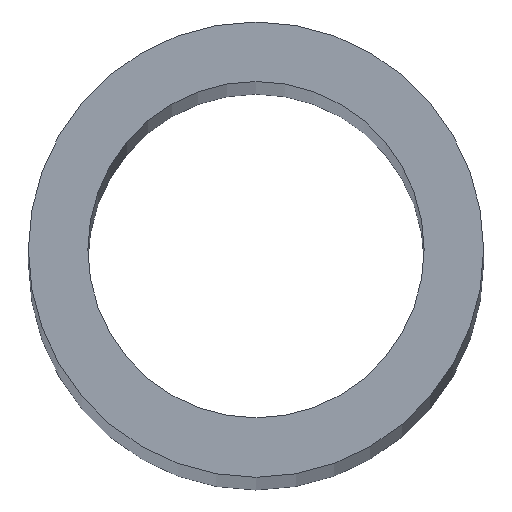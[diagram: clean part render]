
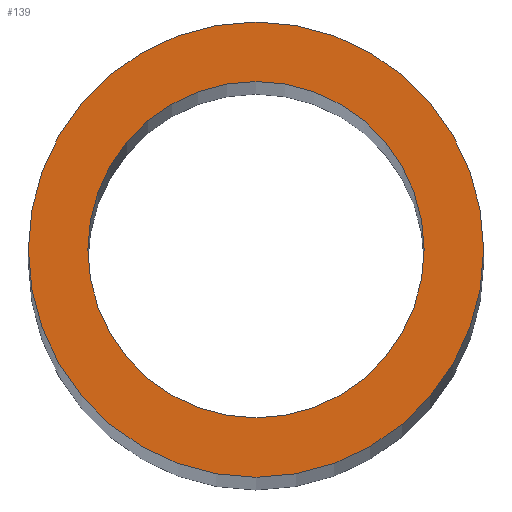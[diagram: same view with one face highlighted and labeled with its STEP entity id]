
A CAD part, top view. The second image highlights one B-rep face of the part: STEP entity #139.
In plain terms, the highlighted planar face has unit normal (0, 0, 1).
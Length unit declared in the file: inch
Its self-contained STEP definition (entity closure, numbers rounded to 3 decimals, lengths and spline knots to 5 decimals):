
#1 = CIRCLE ( 'NONE', #73, 0.1875 ) ;
#2 = DIRECTION ( 'NONE',  ( 0., 0., 1. ) ) ;
#4 = DIRECTION ( 'NONE',  ( 0., 0., 1. ) ) ;
#10 = CIRCLE ( 'NONE', #35, 0.1385 ) ;
#23 = DIRECTION ( 'NONE',  ( 0., 0., 1. ) ) ;
#24 = EDGE_CURVE ( 'NONE', #210, #65, #234, .T. ) ;
#26 = CARTESIAN_POINT ( 'NONE',  ( 0., 0., 3. ) ) ;
#32 = CARTESIAN_POINT ( 'NONE',  ( 0.1385, 0., 3. ) ) ;
#35 = AXIS2_PLACEMENT_3D ( 'NONE', #196, #23, #82 ) ;
#38 = EDGE_LOOP ( 'NONE', ( #178, #54 ) ) ;
#44 = DIRECTION ( 'NONE',  ( 1., 0., 0. ) ) ;
#52 = EDGE_CURVE ( 'NONE', #159, #216, #1, .T. ) ;
#54 = ORIENTED_EDGE ( 'NONE', *, *, #24, .F. ) ;
#55 = CIRCLE ( 'NONE', #204, 0.1875 ) ;
#56 = AXIS2_PLACEMENT_3D ( 'NONE', #105, #2, #203 ) ;
#65 = VERTEX_POINT ( 'NONE', #162 ) ;
#73 = AXIS2_PLACEMENT_3D ( 'NONE', #26, #4, #148 ) ;
#76 = EDGE_CURVE ( 'NONE', #65, #210, #10, .T. ) ;
#82 = DIRECTION ( 'NONE',  ( 1., 0., 0. ) ) ;
#83 = DIRECTION ( 'NONE',  ( 0., 0., 1. ) ) ;
#96 = AXIS2_PLACEMENT_3D ( 'NONE', #128, #237, #131 ) ;
#102 = EDGE_CURVE ( 'NONE', #216, #159, #55, .T. ) ;
#105 = CARTESIAN_POINT ( 'NONE',  ( 0., 0., 3. ) ) ;
#128 = CARTESIAN_POINT ( 'NONE',  ( 0., 0., 3. ) ) ;
#129 = ORIENTED_EDGE ( 'NONE', *, *, #102, .T. ) ;
#130 = PLANE ( 'NONE',  #56 ) ;
#131 = DIRECTION ( 'NONE',  ( 1., 0., 0. ) ) ;
#138 = ORIENTED_EDGE ( 'NONE', *, *, #52, .T. ) ;
#139 = ADVANCED_FACE ( 'NONE', ( #177, #172 ), #130, .T. ) ;
#148 = DIRECTION ( 'NONE',  ( 1., 0., 0. ) ) ;
#159 = VERTEX_POINT ( 'NONE', #243 ) ;
#162 = CARTESIAN_POINT ( 'NONE',  ( -0.1385, 0., 3. ) ) ;
#169 = CARTESIAN_POINT ( 'NONE',  ( -0.1875, 0., 3. ) ) ;
#172 = FACE_BOUND ( 'NONE', #38, .T. ) ;
#177 = FACE_OUTER_BOUND ( 'NONE', #192, .T. ) ;
#178 = ORIENTED_EDGE ( 'NONE', *, *, #76, .F. ) ;
#192 = EDGE_LOOP ( 'NONE', ( #129, #138 ) ) ;
#196 = CARTESIAN_POINT ( 'NONE',  ( 0., 0., 3. ) ) ;
#198 = CARTESIAN_POINT ( 'NONE',  ( 0., 0., 3. ) ) ;
#203 = DIRECTION ( 'NONE',  ( 1., 0., 0. ) ) ;
#204 = AXIS2_PLACEMENT_3D ( 'NONE', #198, #83, #44 ) ;
#210 = VERTEX_POINT ( 'NONE', #32 ) ;
#216 = VERTEX_POINT ( 'NONE', #169 ) ;
#234 = CIRCLE ( 'NONE', #96, 0.1385 ) ;
#237 = DIRECTION ( 'NONE',  ( 0., 0., 1. ) ) ;
#243 = CARTESIAN_POINT ( 'NONE',  ( 0.1875, 0., 3. ) ) ;
